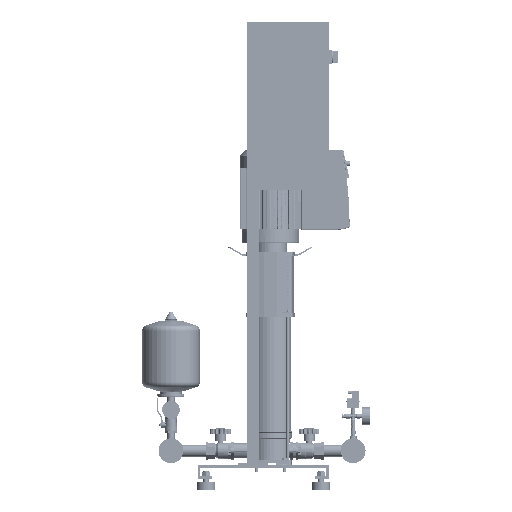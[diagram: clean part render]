
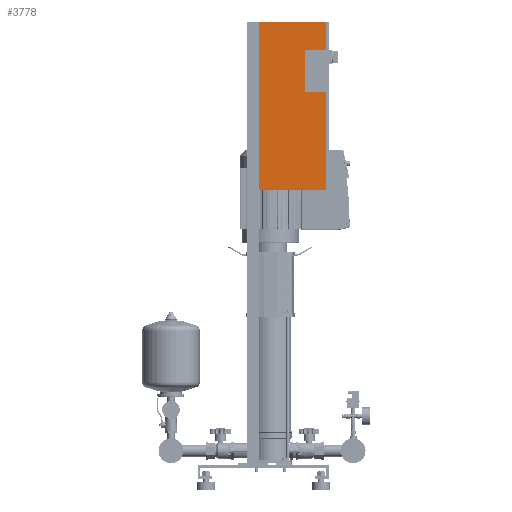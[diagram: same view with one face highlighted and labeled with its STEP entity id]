
A CAD part, left-side view. The second image highlights one B-rep face of the part: STEP entity #3778.
In plain terms, the highlighted planar face has unit normal (-1, 0, 0).
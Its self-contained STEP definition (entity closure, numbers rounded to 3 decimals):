
#3128=CARTESIAN_POINT('',(-800.,-149.5,1420.));
#3129=VERTEX_POINT('',#3128);
#3136=CARTESIAN_POINT('',(-800.,-224.5,1420.));
#3137=VERTEX_POINT('',#3136);
#3138=CARTESIAN_POINT('',(-800.,-224.5,1420.));
#3139=DIRECTION('',(0.0,1.0,0.0));
#3140=VECTOR('',#3139,75.);
#3141=LINE('',#3138,#3140);
#3142=EDGE_CURVE('',#3137,#3129,#3141,.T.);
#3168=CARTESIAN_POINT('',(-800.,-149.5,1570.));
#3169=VERTEX_POINT('',#3168);
#3176=CARTESIAN_POINT('',(-800.,-149.5,1420.));
#3177=DIRECTION('',(0.0,0.0,1.0));
#3178=VECTOR('',#3177,150.0);
#3179=LINE('',#3176,#3178);
#3180=EDGE_CURVE('',#3129,#3169,#3179,.T.);
#3197=CARTESIAN_POINT('',(-800.,-224.5,1570.));
#3198=VERTEX_POINT('',#3197);
#3207=CARTESIAN_POINT('',(-800.,-149.5,1570.));
#3208=DIRECTION('',(0.0,-1.0,0.0));
#3209=VECTOR('',#3208,75.);
#3210=LINE('',#3207,#3209);
#3211=EDGE_CURVE('',#3169,#3198,#3210,.T.);
#3573=CARTESIAN_POINT('',(-800.0,-224.5,1070.0));
#3574=VERTEX_POINT('',#3573);
#3575=CARTESIAN_POINT('',(-800.0,-224.5,1070.0));
#3576=DIRECTION('',(0.0,0.0,1.0));
#3577=VECTOR('',#3576,350.);
#3578=LINE('',#3575,#3577);
#3579=EDGE_CURVE('',#3574,#3137,#3578,.T.);
#3597=CARTESIAN_POINT('',(-800.,-224.5,1670.));
#3598=VERTEX_POINT('',#3597);
#3605=CARTESIAN_POINT('',(-800.,-224.5,1570.));
#3606=DIRECTION('',(0.0,0.0,1.0));
#3607=VECTOR('',#3606,100.0);
#3608=LINE('',#3605,#3607);
#3609=EDGE_CURVE('',#3198,#3598,#3608,.T.);
#3652=CARTESIAN_POINT('',(-800.,15.0,1670.0));
#3653=VERTEX_POINT('',#3652);
#3660=CARTESIAN_POINT('',(-800.,15.0,1670.0));
#3661=DIRECTION('',(0.0,-1.0,0.0));
#3662=VECTOR('',#3661,239.5);
#3663=LINE('',#3660,#3662);
#3664=EDGE_CURVE('',#3653,#3598,#3663,.T.);
#3740=CARTESIAN_POINT('',(-800.0,15.,1070.0));
#3741=VERTEX_POINT('',#3740);
#3742=CARTESIAN_POINT('',(-800.0,15.,1070.0));
#3743=DIRECTION('',(0.0,-1.0,0.0));
#3744=VECTOR('',#3743,239.5);
#3745=LINE('',#3742,#3744);
#3746=EDGE_CURVE('',#3741,#3574,#3745,.T.);
#3758=CARTESIAN_POINT('',(-800.0,15.,1070.0));
#3759=DIRECTION('',(-1.0,0.0,0.0));
#3760=DIRECTION('',(0.0,-1.0,0.0));
#3761=AXIS2_PLACEMENT_3D('',#3758,#3759,#3760);
#3762=PLANE('',#3761);
#3763=ORIENTED_EDGE('',*,*,#3211,.T.);
#3764=ORIENTED_EDGE('',*,*,#3609,.T.);
#3765=ORIENTED_EDGE('',*,*,#3664,.F.);
#3766=CARTESIAN_POINT('',(-800.,15.0,1670.0));
#3767=DIRECTION('',(0.0,0.0,-1.0));
#3768=VECTOR('',#3767,600.0);
#3769=LINE('',#3766,#3768);
#3770=EDGE_CURVE('',#3653,#3741,#3769,.T.);
#3771=ORIENTED_EDGE('',*,*,#3770,.T.);
#3772=ORIENTED_EDGE('',*,*,#3746,.T.);
#3773=ORIENTED_EDGE('',*,*,#3579,.T.);
#3774=ORIENTED_EDGE('',*,*,#3142,.T.);
#3775=ORIENTED_EDGE('',*,*,#3180,.T.);
#3776=EDGE_LOOP('',(#3763,#3764,#3765,#3771,#3772,#3773,#3774,#3775));
#3777=FACE_OUTER_BOUND('',#3776,.T.);
#3778=ADVANCED_FACE('',(#3777),#3762,.T.);
